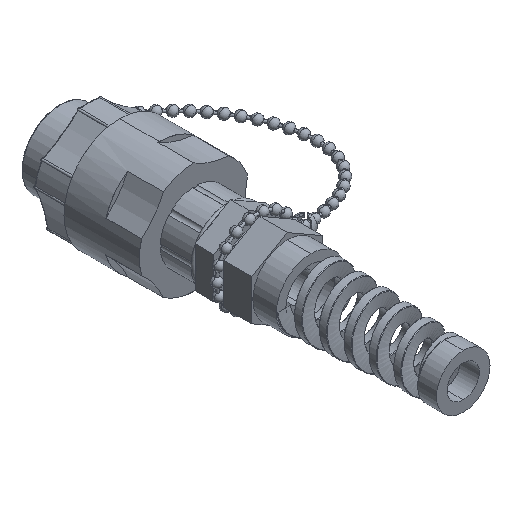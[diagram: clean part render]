
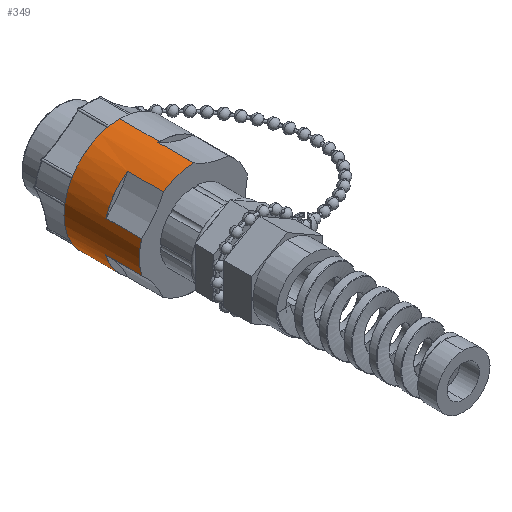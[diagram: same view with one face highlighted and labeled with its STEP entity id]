
A CAD part, isometric view. The second image highlights one B-rep face of the part: STEP entity #349.
In plain terms, the highlighted cylindrical face has radius 14.986 mm (diameter 29.972 mm), a partial arc.
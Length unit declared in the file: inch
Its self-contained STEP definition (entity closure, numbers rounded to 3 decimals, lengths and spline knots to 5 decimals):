
#349 = ADVANCED_FACE ( 'NONE', ( #34455 ), #17686, .T. ) ;
#1094 = CARTESIAN_POINT ( 'NONE',  ( -0.01388, 1.4955, 0.58984 ) ) ;
#1357 = DIRECTION ( 'NONE',  ( 0., 0., 1. ) ) ;
#1426 = DIRECTION ( 'NONE',  ( 0., 1., 0. ) ) ;
#2209 = VERTEX_POINT ( 'NONE', #9793 ) ;
#2361 = EDGE_CURVE ( 'NONE', #34135, #25333, #15792, .T. ) ;
#2761 = CARTESIAN_POINT ( 'NONE',  ( 0., 1.4955, -0.59 ) ) ;
#3332 = CIRCLE ( 'NONE', #30203, 0.59 ) ;
#3459 = CARTESIAN_POINT ( 'NONE',  ( 0., 1.915, -0.59 ) ) ;
#3727 = CARTESIAN_POINT ( 'NONE',  ( -0.56526, 1.1155, -0.16907 ) ) ;
#3900 = CARTESIAN_POINT ( 'NONE',  ( -0.33547, 1.4955, -0.48535 ) ) ;
#4097 = CARTESIAN_POINT ( 'NONE',  ( 0., 1.4955, 0. ) ) ;
#4266 = CIRCLE ( 'NONE', #24498, 0.59 ) ;
#4518 = ORIENTED_EDGE ( 'NONE', *, *, #5721, .T. ) ;
#4777 = LINE ( 'NONE', #20434, #21200 ) ;
#4923 = CARTESIAN_POINT ( 'NONE',  ( -0.33547, 1.915, 0.48535 ) ) ;
#4940 = EDGE_CURVE ( 'NONE', #2209, #34135, #6585, .T. ) ;
#5178 = ORIENTED_EDGE ( 'NONE', *, *, #33303, .T. ) ;
#5414 = EDGE_CURVE ( 'NONE', #17577, #26735, #10582, .T. ) ;
#5477 = CARTESIAN_POINT ( 'NONE',  ( -0.01388, 1.915, -0.58984 ) ) ;
#5612 = EDGE_CURVE ( 'NONE', #26735, #8620, #11137, .T. ) ;
#5721 = EDGE_CURVE ( 'NONE', #32633, #2209, #18945, .T. ) ;
#5739 = DIRECTION ( 'NONE',  ( 0., 1., 0. ) ) ;
#5841 = EDGE_CURVE ( 'NONE', #14912, #10499, #29907, .T. ) ;
#6232 = CARTESIAN_POINT ( 'NONE',  ( 0., 1.1155, 0. ) ) ;
#6585 = CIRCLE ( 'NONE', #21756, 0.59 ) ;
#6659 = ORIENTED_EDGE ( 'NONE', *, *, #16886, .F. ) ;
#7092 = DIRECTION ( 'NONE',  ( 0., 1., 0. ) ) ;
#7209 = AXIS2_PLACEMENT_3D ( 'NONE', #34681, #21383, #10489 ) ;
#7734 = DIRECTION ( 'NONE',  ( 0., 0., 1. ) ) ;
#8007 = LINE ( 'NONE', #27216, #14932 ) ;
#8620 = VERTEX_POINT ( 'NONE', #30413 ) ;
#8785 = VECTOR ( 'NONE', #34323, 39.37008 ) ;
#9077 = VERTEX_POINT ( 'NONE', #22472 ) ;
#9084 = DIRECTION ( 'NONE',  ( 0., 0., 1. ) ) ;
#9207 = EDGE_CURVE ( 'NONE', #9867, #14912, #3332, .T. ) ;
#9252 = DIRECTION ( 'NONE',  ( 0., -1., 0. ) ) ;
#9463 = DIRECTION ( 'NONE',  ( 0., -1., 0. ) ) ;
#9470 = VERTEX_POINT ( 'NONE', #22160 ) ;
#9685 = CARTESIAN_POINT ( 'NONE',  ( 0., 1.1155, 0. ) ) ;
#9793 = CARTESIAN_POINT ( 'NONE',  ( -0.33547, 1.1155, 0.48535 ) ) ;
#9867 = VERTEX_POINT ( 'NONE', #3727 ) ;
#10428 = CARTESIAN_POINT ( 'NONE',  ( 0., 1.4955, 0. ) ) ;
#10489 = DIRECTION ( 'NONE',  ( 0., 0., -1. ) ) ;
#10499 = VERTEX_POINT ( 'NONE', #14635 ) ;
#10582 = LINE ( 'NONE', #5477, #33123 ) ;
#10615 = VERTEX_POINT ( 'NONE', #28388 ) ;
#10922 = VERTEX_POINT ( 'NONE', #2761 ) ;
#11137 = CIRCLE ( 'NONE', #34337, 0.59 ) ;
#11708 = AXIS2_PLACEMENT_3D ( 'NONE', #4097, #7092, #30933 ) ;
#12206 = DIRECTION ( 'NONE',  ( 0., 0., 1. ) ) ;
#12307 = ORIENTED_EDGE ( 'NONE', *, *, #29511, .T. ) ;
#12513 = ORIENTED_EDGE ( 'NONE', *, *, #4940, .T. ) ;
#12835 = DIRECTION ( 'NONE',  ( 0., 1., 0. ) ) ;
#12869 = DIRECTION ( 'NONE',  ( 0., -1., 0. ) ) ;
#13178 = CARTESIAN_POINT ( 'NONE',  ( -0.33547, 1.4955, 0.48535 ) ) ;
#13261 = EDGE_CURVE ( 'NONE', #10922, #17577, #32274, .T. ) ;
#13808 = CARTESIAN_POINT ( 'NONE',  ( -0.01388, 1.915, 0.58984 ) ) ;
#13931 = DIRECTION ( 'NONE',  ( 0., 0., -1. ) ) ;
#14187 = DIRECTION ( 'NONE',  ( 0., -1., 0. ) ) ;
#14305 = CARTESIAN_POINT ( 'NONE',  ( 0., 1.9145, 0.59 ) ) ;
#14596 = VERTEX_POINT ( 'NONE', #3900 ) ;
#14635 = CARTESIAN_POINT ( 'NONE',  ( -0.56526, 1.4955, 0.16907 ) ) ;
#14912 = VERTEX_POINT ( 'NONE', #34938 ) ;
#14932 = VECTOR ( 'NONE', #26866, 39.37008 ) ;
#15237 = DIRECTION ( 'NONE',  ( 0., 0., -1. ) ) ;
#15582 = DIRECTION ( 'NONE',  ( 0., -1., 0. ) ) ;
#15792 = LINE ( 'NONE', #13808, #27240 ) ;
#16264 = ORIENTED_EDGE ( 'NONE', *, *, #2361, .T. ) ;
#16342 = DIRECTION ( 'NONE',  ( 0., 1., 0. ) ) ;
#16408 = CIRCLE ( 'NONE', #20897, 0.59 ) ;
#16695 = CARTESIAN_POINT ( 'NONE',  ( 0., 1.4955, 0. ) ) ;
#16774 = CIRCLE ( 'NONE', #11708, 0.59 ) ;
#16886 = EDGE_CURVE ( 'NONE', #26625, #10615, #8007, .T. ) ;
#16919 = ORIENTED_EDGE ( 'NONE', *, *, #26835, .T. ) ;
#17035 = ORIENTED_EDGE ( 'NONE', *, *, #23836, .T. ) ;
#17300 = CARTESIAN_POINT ( 'NONE',  ( -0.01388, 1.1155, -0.58984 ) ) ;
#17478 = EDGE_CURVE ( 'NONE', #8620, #14596, #29207, .T. ) ;
#17577 = VERTEX_POINT ( 'NONE', #26872 ) ;
#17686 = CYLINDRICAL_SURFACE ( 'NONE', #20397, 0.59 ) ;
#17935 = EDGE_CURVE ( 'NONE', #14596, #9470, #4266, .T. ) ;
#18547 = DIRECTION ( 'NONE',  ( 0., 1., 0. ) ) ;
#18680 = ORIENTED_EDGE ( 'NONE', *, *, #17478, .T. ) ;
#18945 = LINE ( 'NONE', #4923, #30875 ) ;
#19045 = EDGE_LOOP ( 'NONE', ( #6659, #5178, #17035, #21085, #26044, #27417, #18680, #20896, #16919, #22675, #29587, #12307, #4518, #12513, #16264, #27604 ) ) ;
#19606 = VECTOR ( 'NONE', #9463, 39.37008 ) ;
#20397 = AXIS2_PLACEMENT_3D ( 'NONE', #28449, #15582, #15237 ) ;
#20434 = CARTESIAN_POINT ( 'NONE',  ( -0.56526, 1.915, -0.16907 ) ) ;
#20896 = ORIENTED_EDGE ( 'NONE', *, *, #17935, .T. ) ;
#20897 = AXIS2_PLACEMENT_3D ( 'NONE', #22621, #9252, #9084 ) ;
#21085 = ORIENTED_EDGE ( 'NONE', *, *, #13261, .T. ) ;
#21200 = VECTOR ( 'NONE', #12869, 39.37008 ) ;
#21383 = DIRECTION ( 'NONE',  ( 0., 1., 0. ) ) ;
#21756 = AXIS2_PLACEMENT_3D ( 'NONE', #34726, #12835, #7734 ) ;
#21929 = CARTESIAN_POINT ( 'NONE',  ( -0.56526, 1.915, 0.16907 ) ) ;
#22102 = CARTESIAN_POINT ( 'NONE',  ( -0.01388, 1.1155, 0.58984 ) ) ;
#22160 = CARTESIAN_POINT ( 'NONE',  ( -0.56526, 1.4955, -0.16907 ) ) ;
#22472 = CARTESIAN_POINT ( 'NONE',  ( 0., 1.9145, -0.59 ) ) ;
#22621 = CARTESIAN_POINT ( 'NONE',  ( 0., 1.9145, 0. ) ) ;
#22675 = ORIENTED_EDGE ( 'NONE', *, *, #9207, .T. ) ;
#23062 = EDGE_CURVE ( 'NONE', #25333, #10615, #29269, .T. ) ;
#23401 = DIRECTION ( 'NONE',  ( 0., 1., 0. ) ) ;
#23836 = EDGE_CURVE ( 'NONE', #9077, #10922, #27629, .T. ) ;
#24498 = AXIS2_PLACEMENT_3D ( 'NONE', #10428, #18547, #13931 ) ;
#24547 = DIRECTION ( 'NONE',  ( 0., 1., 0. ) ) ;
#25333 = VERTEX_POINT ( 'NONE', #1094 ) ;
#26044 = ORIENTED_EDGE ( 'NONE', *, *, #5414, .T. ) ;
#26625 = VERTEX_POINT ( 'NONE', #14305 ) ;
#26735 = VERTEX_POINT ( 'NONE', #17300 ) ;
#26835 = EDGE_CURVE ( 'NONE', #9470, #9867, #4777, .T. ) ;
#26866 = DIRECTION ( 'NONE',  ( 0., -1., 0. ) ) ;
#26872 = CARTESIAN_POINT ( 'NONE',  ( -0.01388, 1.4955, -0.58984 ) ) ;
#27216 = CARTESIAN_POINT ( 'NONE',  ( 0., 1.915, 0.59 ) ) ;
#27240 = VECTOR ( 'NONE', #24547, 39.37008 ) ;
#27417 = ORIENTED_EDGE ( 'NONE', *, *, #5612, .T. ) ;
#27604 = ORIENTED_EDGE ( 'NONE', *, *, #23062, .T. ) ;
#27629 = LINE ( 'NONE', #3459, #19606 ) ;
#28094 = VECTOR ( 'NONE', #5739, 39.37008 ) ;
#28388 = CARTESIAN_POINT ( 'NONE',  ( 0., 1.4955, 0.59 ) ) ;
#28449 = CARTESIAN_POINT ( 'NONE',  ( 0., 1.915, 0. ) ) ;
#29207 = LINE ( 'NONE', #31679, #8785 ) ;
#29269 = CIRCLE ( 'NONE', #7209, 0.59 ) ;
#29511 = EDGE_CURVE ( 'NONE', #10499, #32633, #16774, .T. ) ;
#29587 = ORIENTED_EDGE ( 'NONE', *, *, #5841, .T. ) ;
#29907 = LINE ( 'NONE', #21929, #28094 ) ;
#30203 = AXIS2_PLACEMENT_3D ( 'NONE', #6232, #1426, #12206 ) ;
#30413 = CARTESIAN_POINT ( 'NONE',  ( -0.33547, 1.1155, -0.48535 ) ) ;
#30875 = VECTOR ( 'NONE', #14187, 39.37008 ) ;
#30933 = DIRECTION ( 'NONE',  ( 0., 0., -1. ) ) ;
#31679 = CARTESIAN_POINT ( 'NONE',  ( -0.33547, 1.915, -0.48535 ) ) ;
#32274 = CIRCLE ( 'NONE', #32857, 0.59 ) ;
#32289 = DIRECTION ( 'NONE',  ( 0., -1., 0. ) ) ;
#32586 = DIRECTION ( 'NONE',  ( 0., 0., -1. ) ) ;
#32633 = VERTEX_POINT ( 'NONE', #13178 ) ;
#32857 = AXIS2_PLACEMENT_3D ( 'NONE', #16695, #16342, #32586 ) ;
#33123 = VECTOR ( 'NONE', #32289, 39.37008 ) ;
#33303 = EDGE_CURVE ( 'NONE', #26625, #9077, #16408, .T. ) ;
#34135 = VERTEX_POINT ( 'NONE', #22102 ) ;
#34323 = DIRECTION ( 'NONE',  ( 0., 1., 0. ) ) ;
#34337 = AXIS2_PLACEMENT_3D ( 'NONE', #9685, #23401, #1357 ) ;
#34455 = FACE_OUTER_BOUND ( 'NONE', #19045, .T. ) ;
#34681 = CARTESIAN_POINT ( 'NONE',  ( 0., 1.4955, 0. ) ) ;
#34726 = CARTESIAN_POINT ( 'NONE',  ( 0., 1.1155, 0. ) ) ;
#34938 = CARTESIAN_POINT ( 'NONE',  ( -0.56526, 1.1155, 0.16907 ) ) ;
